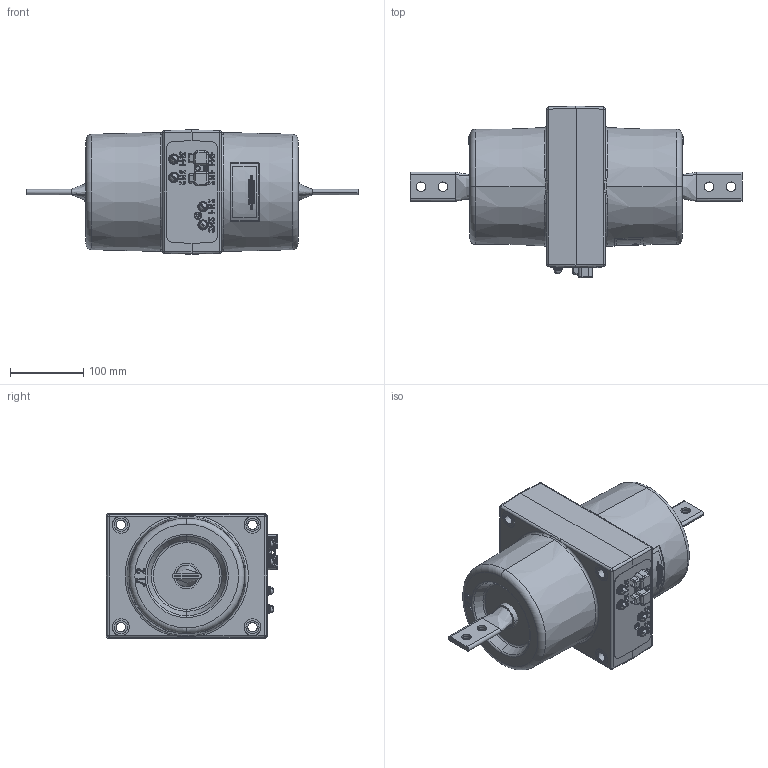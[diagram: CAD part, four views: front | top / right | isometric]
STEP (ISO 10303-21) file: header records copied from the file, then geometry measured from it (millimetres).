
FILE_DESCRIPTION (( 'STEP AP203' ), '1' );
FILE_NAME ('ﾒﾏﾎﾋ-10ﾌ-3ﾂ (300-600)ﾀ.STEP', '2018-03-29T11:38:00', ( '' ), ( '' ), 'SwSTEP 2.0', 'SolidWorks 2010', '' );
FILE_SCHEMA (( 'CONFIG_CONTROL_DESIGN' ));
Length unit declared in the file: millimetre
Products named in the file (1): ﾒﾏﾎﾋ-10ﾌ-3ﾂ (300-600)ﾀ
Bounding box: 454 x 234.5 x 170 mm (x, y, z)
Surface area: 314996.2 mm2 (no closed solid volume)
Topology: 0 solids, 63 shells, 753 faces, 4503 edges, 3771 vertices
Faces by surface type: plane 268, bspline 182, cylinder 142, cone 121, sphere 24, torus 16
Entity records: 59951 total; most frequent: CARTESIAN_POINT 31008, ORIENTED_EDGE 6048, EDGE_CURVE 4500, DIRECTION 4034, VERTEX_POINT 3771, B_SPLINE_CURVE_WITH_KNOTS 2259, LINE 1440, VECTOR 1440
